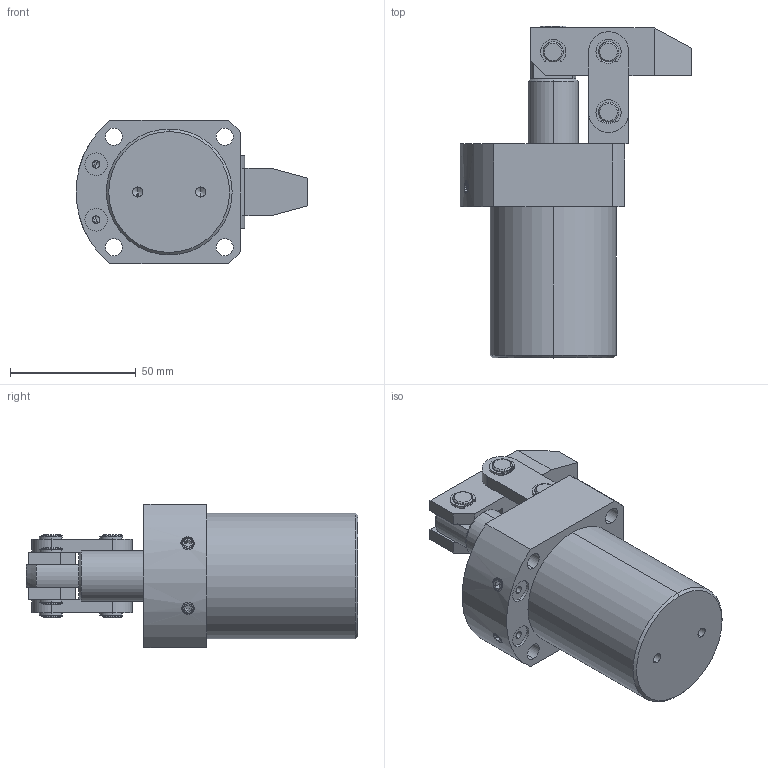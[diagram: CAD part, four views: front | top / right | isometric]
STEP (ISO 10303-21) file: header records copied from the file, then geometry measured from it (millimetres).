
FILE_DESCRIPTION (( 'STEP AP214' ), '1' );
FILE_NAME ('CHLC-FAM32.STEP', '2019-04-15T00:33:25', ( '' ), ( '' ), 'SwSTEP 2.0', 'SolidWorks 2016', '' );
FILE_SCHEMA (( 'AUTOMOTIVE_DESIGN' ));
Length unit declared in the file: millimetre
Products named in the file (10): CHLC-32-04_1_1; CHLC-32-02_1; CHLC-32-08_1; CHLC-32-03_1; CHLC-FAM32-05_1; CHLC-FAM32; 揤旋; socket set screw flat point_iso_ISO 4026 - M5 x 6-N; M6LS_1; LHC01D-32-01_1
Assembly tree (18 placements, depth 2):
  CHLC-FAM32
    CHLC-FAM32-05_1
    CHLC-32-03_1  x2
    CHLC-32-08_1
    CHLC-32-02_1
    CHLC-32-04_1_1  x2
    LHC01D-32-01_1  x6
    M6LS_1  x2
    socket set screw flat point_iso_ISO 4026 - M5 x 6-N  x2
    揤旋
Bounding box: 91.88 x 131.8 x 57.01 mm (x, y, z)
Volume: 220916.7 mm3; surface area: 54166.8 mm2
Topology: 18 solids, 18 shells, 501 faces, 1256 edges, 811 vertices
Faces by surface type: cylinder 252, plane 158, cone 68, bspline 23
Entity records: 16660 total; most frequent: CARTESIAN_POINT 6601, ORIENTED_EDGE 1394, DIRECTION 1350, EDGE_CURVE 697, AXIS2_PLACEMENT_3D 517, VERTEX_POINT 450, EDGE_LOOP 335, VECTOR 316
